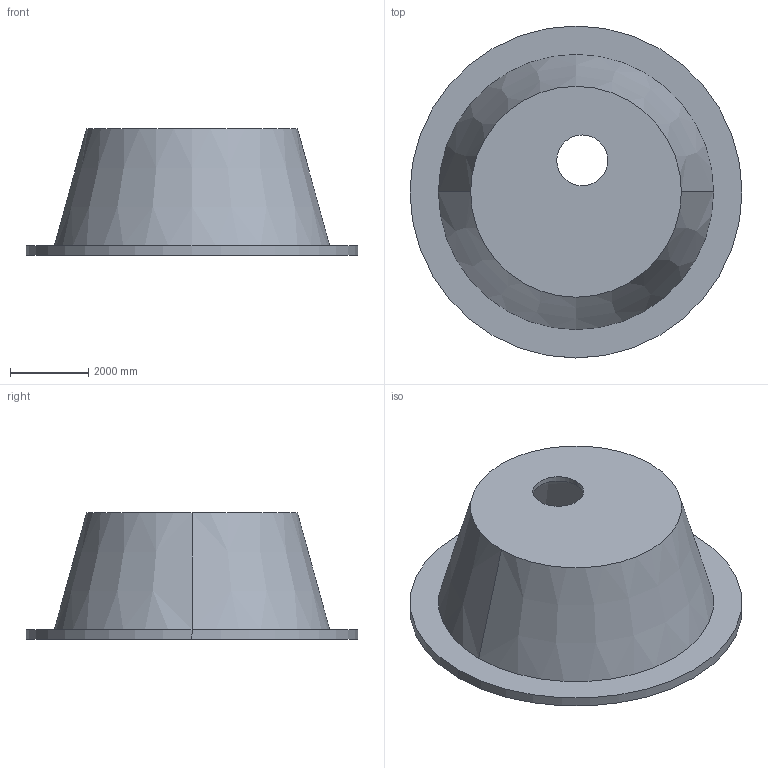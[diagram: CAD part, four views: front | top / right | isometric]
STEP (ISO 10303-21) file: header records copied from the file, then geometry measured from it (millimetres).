
FILE_DESCRIPTION(('produced by SPATIAL CORP'),'2;1');
FILE_NAME( 'spring_enclosure.step.hh.sat.stp','2002-04-22T10:00:51+00:00',( 'SPATIAL CORP'),('SPATIAL CORP'),'ACIS STEP Husk', 'http://www.spatial.com','SPATIAL CORP');
FILE_SCHEMA(('CONFIG_CONTROL_DESIGN'));
Length unit declared in the file: millimetre
Products named in the file (1): PRODUCT_ID_1
Bounding box: 8470 x 8470 x 3230 mm (x, y, z)
Volume: 24365409478.8 mm3; surface area: 204975879.2 mm2
Topology: 1 solids, 1 shells, 17 faces, 34 edges, 22 vertices
Faces by surface type: cylinder 8, plane 5, cone 4
Entity records: 458 total; most frequent: ORIENTED_EDGE 68, CARTESIAN_POINT 56, DIRECTION 56, EDGE_CURVE 34, VERTEX_POINT 22, AXIS2_PLACEMENT_3D 22, EDGE_LOOP 22, FACE_BOUND 22
